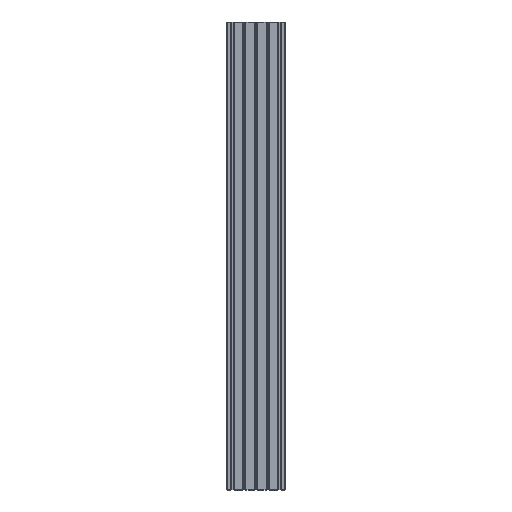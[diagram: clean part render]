
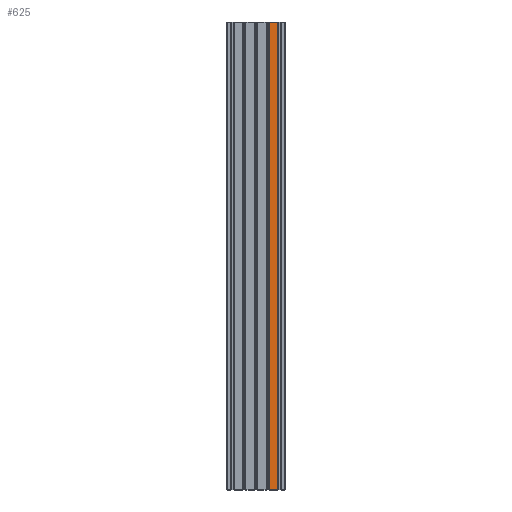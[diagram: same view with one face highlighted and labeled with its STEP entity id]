
A CAD part, top view. The second image highlights one B-rep face of the part: STEP entity #625.
In plain terms, the highlighted planar face has unit normal (0, 0, 1).
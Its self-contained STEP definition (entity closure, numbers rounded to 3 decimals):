
#625=ADVANCED_FACE('',(#1342),#1343,.T.);
#1342=FACE_OUTER_BOUND('',#2148,.T.);
#1343=PLANE('',#2149);
#2148=EDGE_LOOP('',(#4043,#4044,#4045,#4046));
#2149=AXIS2_PLACEMENT_3D('',#4047,#4048,#4049);
#4043=ORIENTED_EDGE('',*,*,#5733,.T.);
#4044=ORIENTED_EDGE('',*,*,#5459,.T.);
#4045=ORIENTED_EDGE('',*,*,#5785,.T.);
#4046=ORIENTED_EDGE('',*,*,#5787,.T.);
#4047=CARTESIAN_POINT('',(0.0,800.0,20.0));
#4048=DIRECTION('',(0.0,0.0,1.0));
#4049=DIRECTION('',(-1.0,0.0,0.0));
#5459=EDGE_CURVE('',#6790,#6788,#6791,.T.);
#5733=EDGE_CURVE('',#7178,#6790,#7180,.T.);
#5785=EDGE_CURVE('',#6788,#7248,#7250,.T.);
#5787=EDGE_CURVE('',#7248,#7178,#7252,.T.);
#6788=VERTEX_POINT('',#8527);
#6790=VERTEX_POINT('',#8529);
#6791=LINE('',#8530,#8531);
#7178=VERTEX_POINT('',#9041);
#7180=LINE('',#9043,#9044);
#7248=VERTEX_POINT('',#9135);
#7250=LINE('',#9137,#9138);
#7252=LINE('',#9140,#9141);
#8527=CARTESIAN_POINT('',(45.5,800.0,20.0));
#8529=CARTESIAN_POINT('',(74.5,800.0,20.0));
#8530=CARTESIAN_POINT('',(96.0,800.0,20.0));
#8531=VECTOR('',#10340,1.0);
#9041=CARTESIAN_POINT('',(74.5,-800.0,20.0));
#9043=CARTESIAN_POINT('',(74.5,0.0,20.0));
#9044=VECTOR('',#10677,1.0);
#9135=CARTESIAN_POINT('',(45.5,-800.0,20.0));
#9137=CARTESIAN_POINT('',(45.5,800.0,20.0));
#9138=VECTOR('',#10734,1.0);
#9140=CARTESIAN_POINT('',(96.0,-800.0,20.0));
#9141=VECTOR('',#10735,1.0);
#10340=DIRECTION('',(-1.0,0.0,0.0));
#10677=DIRECTION('',(0.0,1.0,0.0));
#10734=DIRECTION('',(0.0,-1.0,0.0));
#10735=DIRECTION('',(1.0,0.0,0.0));
